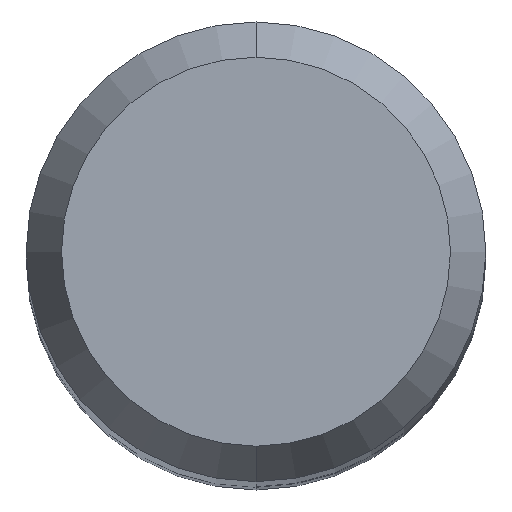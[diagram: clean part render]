
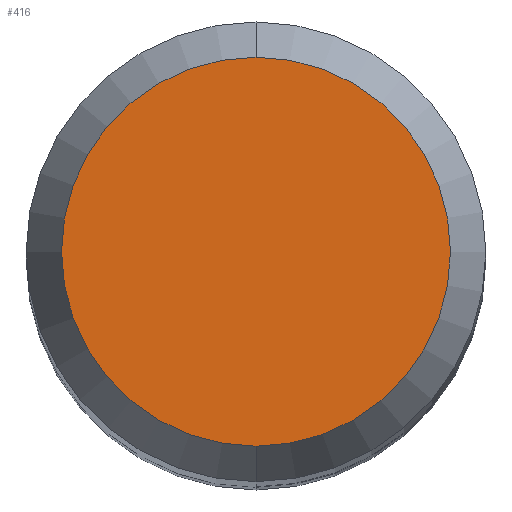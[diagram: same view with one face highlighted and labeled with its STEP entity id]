
A CAD part, top view. The second image highlights one B-rep face of the part: STEP entity #416.
In plain terms, the highlighted planar face has unit normal (0, 0, 1).
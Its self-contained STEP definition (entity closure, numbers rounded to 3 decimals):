
#226=VERTEX_POINT('',#526);
#230=VERTEX_POINT('',#530);
#408=EDGE_CURVE('',#230,#226,#725,.T.);
#416=ADVANCED_FACE('',(#735),#736,.T.);
#420=EDGE_CURVE('',#226,#230,#740,.T.);
#526=CARTESIAN_POINT('',(0.,-2.538,0.0));
#530=CARTESIAN_POINT('',(0.0,2.538,0.0));
#725=CIRCLE('',#1320,2.538);
#735=FACE_OUTER_BOUND('',#1332,.T.);
#736=PLANE('',#1333);
#740=CIRCLE('',#1340,2.538);
#1320=AXIS2_PLACEMENT_3D('',#1659,#1660,#1661);
#1332=EDGE_LOOP('',(#1681,#1682));
#1333=AXIS2_PLACEMENT_3D('',#1683,#1684,#1685);
#1340=AXIS2_PLACEMENT_3D('',#1687,#1688,#1689);
#1659=CARTESIAN_POINT('',(0.0,0.0,0.0));
#1660=DIRECTION('',(0.0,0.0,-1.0));
#1661=DIRECTION('',(0.0,1.0,0.0));
#1681=ORIENTED_EDGE('',*,*,#408,.F.);
#1682=ORIENTED_EDGE('',*,*,#420,.F.);
#1683=CARTESIAN_POINT('',(0.0,1.269,0.0));
#1684=DIRECTION('',(-0.0,0.0,1.0));
#1685=DIRECTION('',(0.0,-1.0,0.0));
#1687=CARTESIAN_POINT('',(0.0,0.0,0.0));
#1688=DIRECTION('',(0.0,0.0,-1.0));
#1689=DIRECTION('',(0.0,1.0,0.0));
